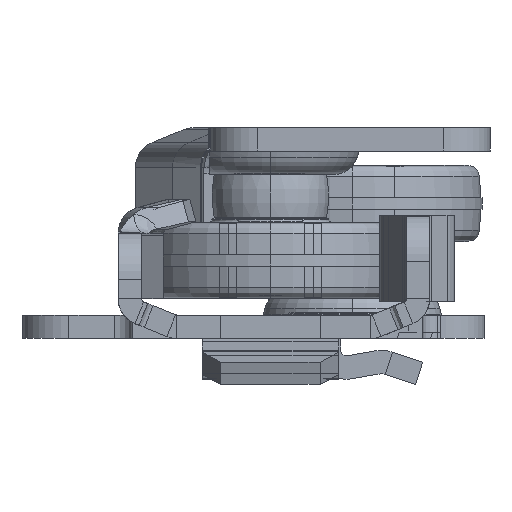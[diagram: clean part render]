
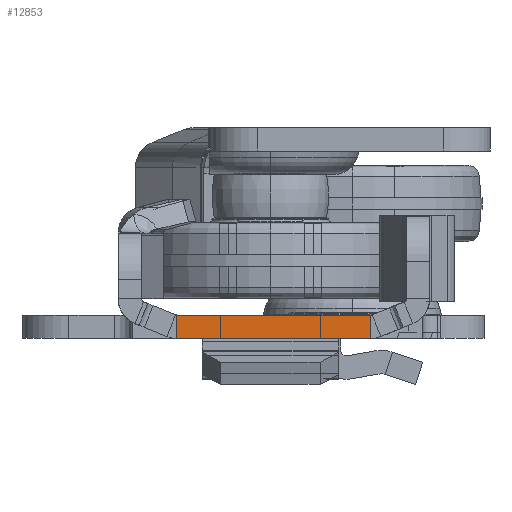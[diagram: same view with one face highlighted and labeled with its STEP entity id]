
A CAD part, left-side view. The second image highlights one B-rep face of the part: STEP entity #12853.
In plain terms, the highlighted planar face has unit normal (-1, 0, 0).
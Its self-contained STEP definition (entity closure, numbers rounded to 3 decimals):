
#27 = LINE ( 'NONE', #14924, #5095 ) ;
#870 = CARTESIAN_POINT ( 'NONE',  ( -699.5, -21.25, 0. ) ) ;
#2392 = DIRECTION ( 'NONE',  ( 0., 1., 0. ) ) ;
#2444 = CARTESIAN_POINT ( 'NONE',  ( -699.5, -11.5, 2. ) ) ;
#2523 = EDGE_CURVE ( 'NONE', #6246, #4550, #11989, .T. ) ;
#2900 = CARTESIAN_POINT ( 'NONE',  ( -699.5, 7.022, 2. ) ) ;
#3597 = VECTOR ( 'NONE', #2392, 1000. ) ;
#3926 = CARTESIAN_POINT ( 'NONE',  ( -699.5, -9.522, 2. ) ) ;
#3933 = VERTEX_POINT ( 'NONE', #3926 ) ;
#4550 = VERTEX_POINT ( 'NONE', #2900 ) ;
#5095 = VECTOR ( 'NONE', #13747, 1000. ) ;
#5482 = CARTESIAN_POINT ( 'NONE',  ( -699.5, 7.022, 2. ) ) ;
#5640 = VECTOR ( 'NONE', #11800, 1000. ) ;
#6246 = VERTEX_POINT ( 'NONE', #14385 ) ;
#6356 = PLANE ( 'NONE',  #8278 ) ;
#6371 = ORIENTED_EDGE ( 'NONE', *, *, #2523, .F. ) ;
#6425 = EDGE_CURVE ( 'NONE', #3933, #17475, #27, .T. ) ;
#6528 = FACE_OUTER_BOUND ( 'NONE', #13797, .T. ) ;
#8278 = AXIS2_PLACEMENT_3D ( 'NONE', #2444, #12118, #17602 ) ;
#8913 = LINE ( 'NONE', #870, #5640 ) ;
#9830 = EDGE_CURVE ( 'NONE', #3933, #4550, #14865, .T. ) ;
#11800 = DIRECTION ( 'NONE',  ( 0., 1., 0. ) ) ;
#11981 = CARTESIAN_POINT ( 'NONE',  ( -699.5, -11.5, 2. ) ) ;
#11989 = LINE ( 'NONE', #5482, #16721 ) ;
#12118 = DIRECTION ( 'NONE',  ( -1., 0., 0. ) ) ;
#12377 = ORIENTED_EDGE ( 'NONE', *, *, #13559, .F. ) ;
#12853 = ADVANCED_FACE ( 'NONE', ( #6528 ), #6356, .T. ) ;
#13444 = ORIENTED_EDGE ( 'NONE', *, *, #6425, .F. ) ;
#13559 = EDGE_CURVE ( 'NONE', #17475, #6246, #8913, .T. ) ;
#13747 = DIRECTION ( 'NONE',  ( 0., 0., -1. ) ) ;
#13797 = EDGE_LOOP ( 'NONE', ( #13444, #17260, #6371, #12377 ) ) ;
#14385 = CARTESIAN_POINT ( 'NONE',  ( -699.5, 7.022, 0. ) ) ;
#14865 = LINE ( 'NONE', #11981, #3597 ) ;
#14924 = CARTESIAN_POINT ( 'NONE',  ( -699.5, -9.522, 2. ) ) ;
#16721 = VECTOR ( 'NONE', #17471, 1000. ) ;
#17260 = ORIENTED_EDGE ( 'NONE', *, *, #9830, .T. ) ;
#17419 = CARTESIAN_POINT ( 'NONE',  ( -699.5, -9.522, 0. ) ) ;
#17471 = DIRECTION ( 'NONE',  ( 0., 0., 1. ) ) ;
#17475 = VERTEX_POINT ( 'NONE', #17419 ) ;
#17602 = DIRECTION ( 'NONE',  ( 0., 1., 0. ) ) ;
